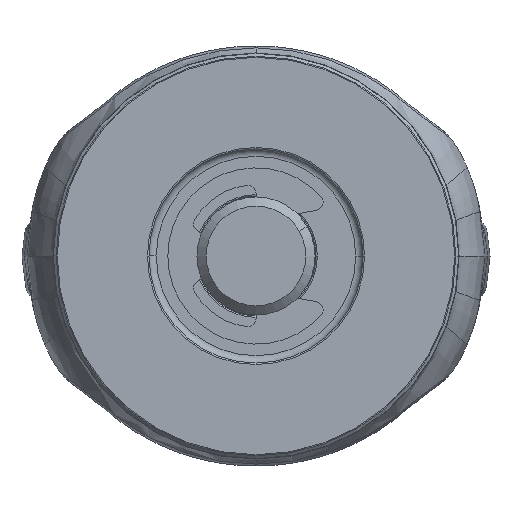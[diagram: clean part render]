
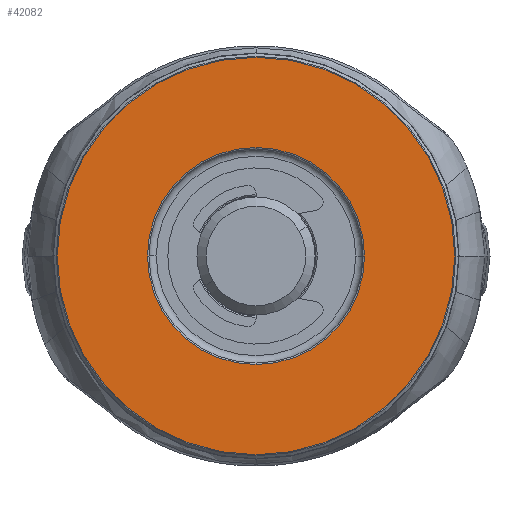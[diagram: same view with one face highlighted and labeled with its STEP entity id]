
A CAD part, front view. The second image highlights one B-rep face of the part: STEP entity #42082.
In plain terms, the highlighted planar face has unit normal (0, -1, 0).
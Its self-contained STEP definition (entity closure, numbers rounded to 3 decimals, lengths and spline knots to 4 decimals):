
#8812=CARTESIAN_POINT('',(0.,-0.7008,0.));
#8813=DIRECTION('',(0.,-1.,0.));
#8814=DIRECTION('',(-1.,0.,0.));
#8815=AXIS2_PLACEMENT_3D('',#8812,#8813,#8814);
#8820=CARTESIAN_POINT('',(0.,-0.7008,0.));
#8821=DIRECTION('',(0.,-1.,0.));
#8822=DIRECTION('',(1.,0.,0.));
#8823=AXIS2_PLACEMENT_3D('',#8820,#8821,#8822);
#8828=CARTESIAN_POINT('',(0.,-0.7008,0.));
#8829=DIRECTION('',(0.,1.,0.));
#8830=DIRECTION('',(1.,0.,0.));
#8831=AXIS2_PLACEMENT_3D('',#8828,#8829,#8830);
#8836=CARTESIAN_POINT('',(0.,-0.7008,0.));
#8837=DIRECTION('',(0.,1.,0.));
#8838=DIRECTION('',(-1.,0.,0.));
#8839=AXIS2_PLACEMENT_3D('',#8836,#8837,#8838);
#23083=CARTESIAN_POINT('',(0.5787,-0.7008,0.));
#23084=CARTESIAN_POINT('',(-0.5787,-0.7008,0.));
#23085=VERTEX_POINT('',#23083);
#23086=VERTEX_POINT('',#23084);
#23131=CARTESIAN_POINT('',(-1.0597,-0.7008,
0.));
#23132=CARTESIAN_POINT('',(1.0597,-0.7008,
0.));
#23133=VERTEX_POINT('',#23131);
#23134=VERTEX_POINT('',#23132);
#42066=CARTESIAN_POINT('',(0.,-0.7008,0.));
#42067=DIRECTION('',(0.,-1.,0.));
#42068=DIRECTION('',(-1.,0.,0.));
#42069=AXIS2_PLACEMENT_3D('',#42066,#42067,#42068);
#42070=PLANE('',#42069);
#42072=ORIENTED_EDGE('',*,*,#42071,.F.);
#42073=ORIENTED_EDGE('',*,*,#42044,.F.);
#42074=EDGE_LOOP('',(#42072,#42073));
#42075=FACE_OUTER_BOUND('',#42074,.F.);
#42077=ORIENTED_EDGE('',*,*,#42076,.F.);
#42079=ORIENTED_EDGE('',*,*,#42078,.F.);
#42080=EDGE_LOOP('',(#42077,#42079));
#42081=FACE_BOUND('',#42080,.F.);
#8816=CIRCLE('',#8815,1.0597);
#8824=CIRCLE('',#8823,1.0597);
#8832=CIRCLE('',#8831,0.5787);
#8840=CIRCLE('',#8839,0.5787);
#42044=EDGE_CURVE('',#23134,#23133,#8824,.T.);
#42071=EDGE_CURVE('',#23133,#23134,#8816,.T.);
#42076=EDGE_CURVE('',#23085,#23086,#8832,.T.);
#42078=EDGE_CURVE('',#23086,#23085,#8840,.T.);
#42082=ADVANCED_FACE('',(#42075,#42081),#42070,.T.);
